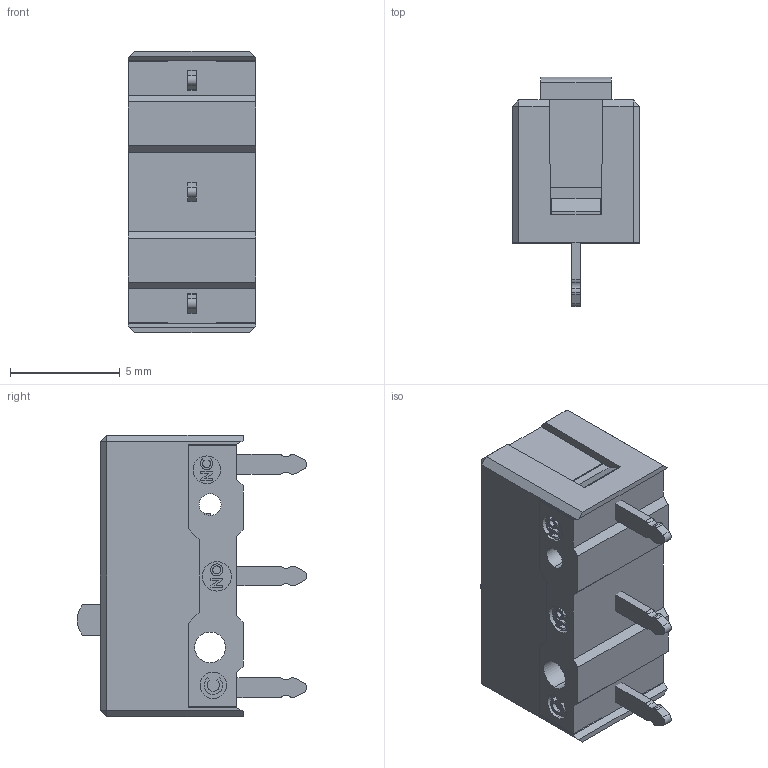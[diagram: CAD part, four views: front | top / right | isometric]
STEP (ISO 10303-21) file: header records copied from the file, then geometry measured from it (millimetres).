
FILE_DESCRIPTION (( 'STEP AP214' ), '1' );
FILE_NAME ('SWITCH_MOUSE.STEP', '2022-01-27T20:19:28', ( '' ), ( '' ), 'SwSTEP 2.0', 'SolidWorks 2020', '' );
FILE_SCHEMA (( 'AUTOMOTIVE_DESIGN' ));
Length unit declared in the file: millimetre
Products named in the file (1): SWITCH_MOUSE
Bounding box: 5.8 x 10.45 x 12.8 mm (x, y, z)
Volume: 316.1 mm3; surface area: 982.7 mm2
Topology: 8 solids, 8 shells, 334 faces, 912 edges, 601 vertices
Faces by surface type: plane 247, cylinder 62, bspline 25
Entity records: 12071 total; most frequent: CARTESIAN_POINT 3537, ORIENTED_EDGE 1824, DIRECTION 1606, EDGE_CURVE 912, LINE 738, VECTOR 738, VERTEX_POINT 601, AXIS2_PLACEMENT_3D 434
